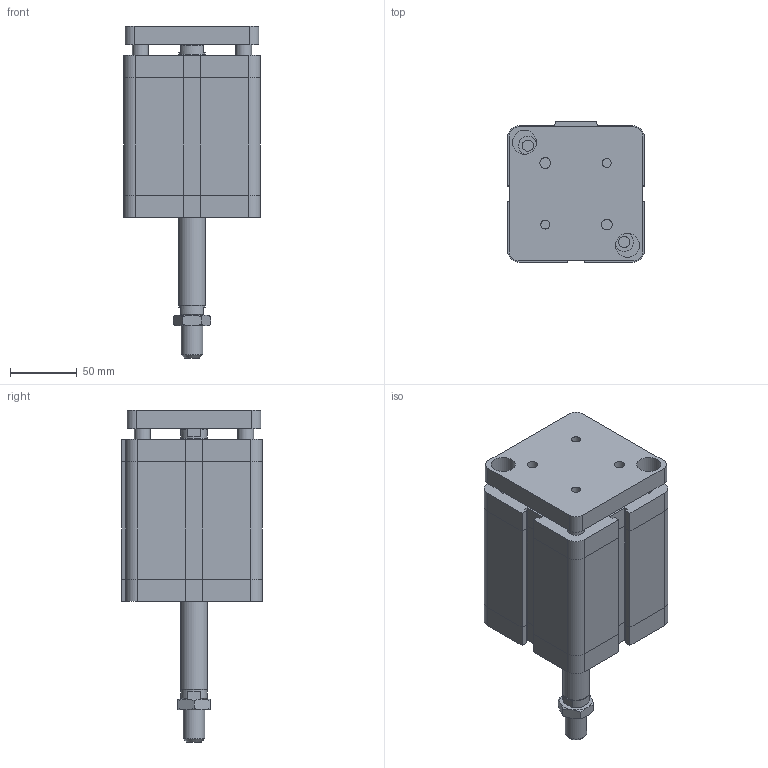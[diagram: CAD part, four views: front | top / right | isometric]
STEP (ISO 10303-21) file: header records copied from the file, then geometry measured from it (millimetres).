
FILE_DESCRIPTION((''),'2;1');
FILE_NAME('1561_80_0065_09_1.iam.stp','2009-04-20T15:40:24',(''),(''),'Autodesk Inventor 2009','Autodesk Inventor 2009','');
FILE_SCHEMA(('AUTOMOTIVE_DESIGN { 1 0 10303 214 1 1 1 1 }'));
Length unit declared in the file: millimetre
Products named in the file (4): 1561_80_0065_09_1; 1561_80_0065_08_1_C; 1561_80_0065_09_1_SA; DBFM16
Assembly tree (3 placements, depth 2):
  1561_80_0065_09_1
    1561_80_0065_08_1_C
    1561_80_0065_09_1_SA
    DBFM16
Bounding box: 102 x 105 x 248 mm (x, y, z)
Volume: 1394102.2 mm3; surface area: 140126.5 mm2
Topology: 3 solids, 3 shells, 209 faces, 470 edges, 287 vertices
Faces by surface type: plane 120, bspline 44, cylinder 23, cone 22
Full cylindrical faces by diameter (mm): 12 x2, 14.5 x1, 16 x1, 19.5 x2, 20 x1
Entity records: 5950 total; most frequent: CARTESIAN_POINT 1436, DIRECTION 840, ORIENTED_EDGE 834, EDGE_CURVE 417, AXIS2_PLACEMENT_3D 283, EDGE_LOOP 282, VECTOR 274, LINE 274
